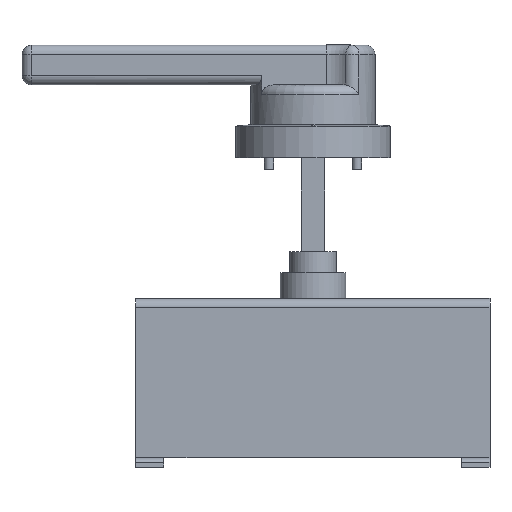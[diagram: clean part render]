
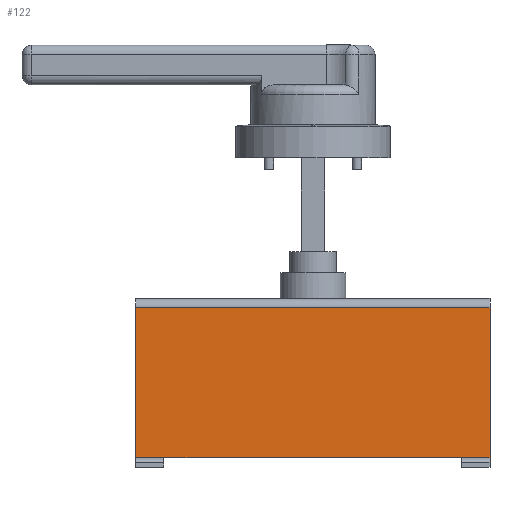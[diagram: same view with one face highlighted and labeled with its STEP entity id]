
A CAD part, front view. The second image highlights one B-rep face of the part: STEP entity #122.
In plain terms, the highlighted planar face has unit normal (0, -1, 0).
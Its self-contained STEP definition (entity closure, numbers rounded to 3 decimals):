
#92 = CARTESIAN_POINT ( 'NONE',  ( -75.5, -91.5, 10. ) ) ;
#122 = ADVANCED_FACE ( 'NONE', ( #3211 ), #4659, .F. ) ;
#124 = LINE ( 'NONE', #92, #2264 ) ;
#250 = EDGE_CURVE ( 'NONE', #1494, #6070, #3791, .T. ) ;
#276 = CARTESIAN_POINT ( 'NONE',  ( -63.5, -91.5, 10.144 ) ) ;
#605 = VECTOR ( 'NONE', #1478, 1000. ) ;
#657 = DIRECTION ( 'NONE',  ( 1., 0., 0. ) ) ;
#708 = EDGE_CURVE ( 'NONE', #4728, #1643, #6183, .T. ) ;
#751 = CARTESIAN_POINT ( 'NONE',  ( -75.5, -91.5, 10. ) ) ;
#821 = DIRECTION ( 'NONE',  ( 0., 0., -1. ) ) ;
#854 = DIRECTION ( 'NONE',  ( 0., 1., 0. ) ) ;
#879 = DIRECTION ( 'NONE',  ( -1., 0., 0. ) ) ;
#887 = CARTESIAN_POINT ( 'NONE',  ( -75.5, -91.5, 74. ) ) ;
#930 = VECTOR ( 'NONE', #6090, 1000. ) ;
#1355 = DIRECTION ( 'NONE',  ( 0., 0., 1. ) ) ;
#1395 = CARTESIAN_POINT ( 'NONE',  ( 63.5, -91.5, 10.144 ) ) ;
#1424 = VECTOR ( 'NONE', #5777, 1000. ) ;
#1478 = DIRECTION ( 'NONE',  ( 0., 0., -1. ) ) ;
#1494 = VERTEX_POINT ( 'NONE', #1855 ) ;
#1643 = VERTEX_POINT ( 'NONE', #6224 ) ;
#1659 = EDGE_LOOP ( 'NONE', ( #5523, #6048, #5451, #2992, #2517, #4221, #4998, #5949 ) ) ;
#1750 = LINE ( 'NONE', #2243, #930 ) ;
#1787 = LINE ( 'NONE', #276, #4740 ) ;
#1817 = CARTESIAN_POINT ( 'NONE',  ( -75.5, -91.5, 78. ) ) ;
#1823 = EDGE_CURVE ( 'NONE', #4299, #1494, #1787, .T. ) ;
#1855 = CARTESIAN_POINT ( 'NONE',  ( -63.5, -91.5, 10.144 ) ) ;
#1880 = CARTESIAN_POINT ( 'NONE',  ( -63.5, -91.5, 6. ) ) ;
#1883 = EDGE_CURVE ( 'NONE', #2925, #1643, #3641, .T. ) ;
#2193 = CARTESIAN_POINT ( 'NONE',  ( -75.5, -91.5, 78. ) ) ;
#2243 = CARTESIAN_POINT ( 'NONE',  ( -75.5, -91.5, 74. ) ) ;
#2264 = VECTOR ( 'NONE', #657, 1000. ) ;
#2324 = CARTESIAN_POINT ( 'NONE',  ( 63.5, -91.5, 6. ) ) ;
#2442 = AXIS2_PLACEMENT_3D ( 'NONE', #1817, #854, #1355 ) ;
#2509 = EDGE_CURVE ( 'NONE', #2925, #4299, #6196, .T. ) ;
#2517 = ORIENTED_EDGE ( 'NONE', *, *, #1883, .T. ) ;
#2925 = VERTEX_POINT ( 'NONE', #3886 ) ;
#2992 = ORIENTED_EDGE ( 'NONE', *, *, #2509, .F. ) ;
#3211 = FACE_OUTER_BOUND ( 'NONE', #1659, .T. ) ;
#3215 = EDGE_CURVE ( 'NONE', #4728, #4833, #1750, .T. ) ;
#3499 = EDGE_CURVE ( 'NONE', #4833, #5213, #6009, .T. ) ;
#3641 = LINE ( 'NONE', #751, #4540 ) ;
#3791 = LINE ( 'NONE', #1880, #605 ) ;
#3886 = CARTESIAN_POINT ( 'NONE',  ( 63.5, -91.5, 10. ) ) ;
#4071 = CARTESIAN_POINT ( 'NONE',  ( -63.5, -91.5, 10. ) ) ;
#4221 = ORIENTED_EDGE ( 'NONE', *, *, #708, .F. ) ;
#4299 = VERTEX_POINT ( 'NONE', #1395 ) ;
#4338 = CARTESIAN_POINT ( 'NONE',  ( 75.5, -91.5, 74. ) ) ;
#4540 = VECTOR ( 'NONE', #5159, 1000. ) ;
#4659 = PLANE ( 'NONE',  #2442 ) ;
#4728 = VERTEX_POINT ( 'NONE', #4338 ) ;
#4740 = VECTOR ( 'NONE', #879, 1000. ) ;
#4756 = DIRECTION ( 'NONE',  ( 0., 0., 1. ) ) ;
#4833 = VERTEX_POINT ( 'NONE', #887 ) ;
#4998 = ORIENTED_EDGE ( 'NONE', *, *, #3215, .T. ) ;
#5159 = DIRECTION ( 'NONE',  ( 1., 0., 0. ) ) ;
#5213 = VERTEX_POINT ( 'NONE', #5631 ) ;
#5219 = VECTOR ( 'NONE', #4756, 1000. ) ;
#5280 = CARTESIAN_POINT ( 'NONE',  ( 75.5, -91.5, 78. ) ) ;
#5451 = ORIENTED_EDGE ( 'NONE', *, *, #1823, .F. ) ;
#5523 = ORIENTED_EDGE ( 'NONE', *, *, #5568, .T. ) ;
#5568 = EDGE_CURVE ( 'NONE', #5213, #6070, #124, .T. ) ;
#5631 = CARTESIAN_POINT ( 'NONE',  ( -75.5, -91.5, 10. ) ) ;
#5650 = VECTOR ( 'NONE', #821, 1000. ) ;
#5777 = DIRECTION ( 'NONE',  ( 0., 0., -1. ) ) ;
#5949 = ORIENTED_EDGE ( 'NONE', *, *, #3499, .T. ) ;
#6009 = LINE ( 'NONE', #2193, #5650 ) ;
#6048 = ORIENTED_EDGE ( 'NONE', *, *, #250, .F. ) ;
#6070 = VERTEX_POINT ( 'NONE', #4071 ) ;
#6090 = DIRECTION ( 'NONE',  ( -1., 0., 0. ) ) ;
#6183 = LINE ( 'NONE', #5280, #1424 ) ;
#6196 = LINE ( 'NONE', #2324, #5219 ) ;
#6224 = CARTESIAN_POINT ( 'NONE',  ( 75.5, -91.5, 10. ) ) ;
